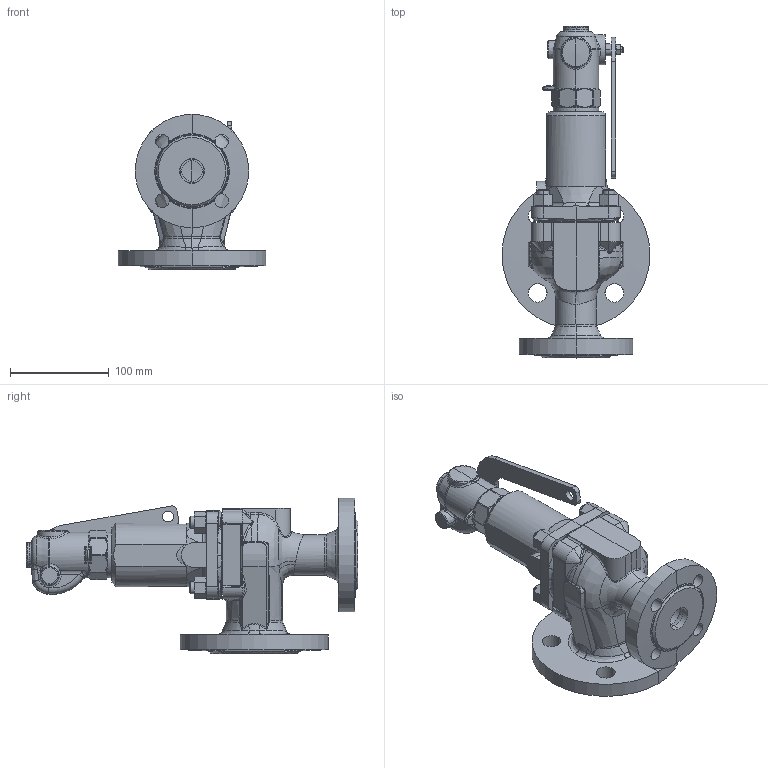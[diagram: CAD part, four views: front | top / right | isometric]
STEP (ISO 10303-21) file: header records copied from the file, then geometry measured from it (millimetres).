
FILE_DESCRIPTION((''),'2;1');
FILE_NAME('441-DN25-H4-PN40_ASM','2019-10-24T',('volz'),(''),'PRO/ENGINEER BY PARAMETRIC TECHNOLOGY CORPORATION, 2014430','PRO/ENGINEER BY PARAMETRIC TECHNOLOGY CORPORATION, 2014430','');
FILE_SCHEMA(('CONFIG_CONTROL_DESIGN'));
Products named in the file (10): 109-0109-10-B01; 141-0709-06-B01; 10000448040_G3D_000; 10000448041_G3D_000; 10000448042_G3D_000; 10000448038_G3D_000; 10000448039_G3D_000_ASM; M12_DIN934; DIN938_M12X13; 441-DN25-H4-PN40_ASM
Assembly tree (15 placements, depth 3):
  441-DN25-H4-PN40_ASM
    109-0109-10-B01
    141-0709-06-B01
    10000448039_G3D_000_ASM
      10000448040_G3D_000
      10000448041_G3D_000
      10000448042_G3D_000
      10000448038_G3D_000
    M12_DIN934  x4
    DIN938_M12X13  x4
Bounding box: 150 x 336.5 x 157.5 mm (x, y, z)
Volume: 1092428.4 mm3; surface area: 255530.5 mm2
Topology: 14 solids, 14 shells, 1103 faces, 2599 edges, 1535 vertices
Faces by surface type: bspline 331, cylinder 267, plane 245, cone 180, torus 48, sphere 32
Entity records: 43155 total; most frequent: CARTESIAN_POINT 23480, ORIENTED_EDGE 4518, DIRECTION 3424, EDGE_CURVE 2259, AXIS2_PLACEMENT_3D 1400, VERTEX_POINT 1343, EDGE_LOOP 1014, FACE_OUTER_BOUND 953
